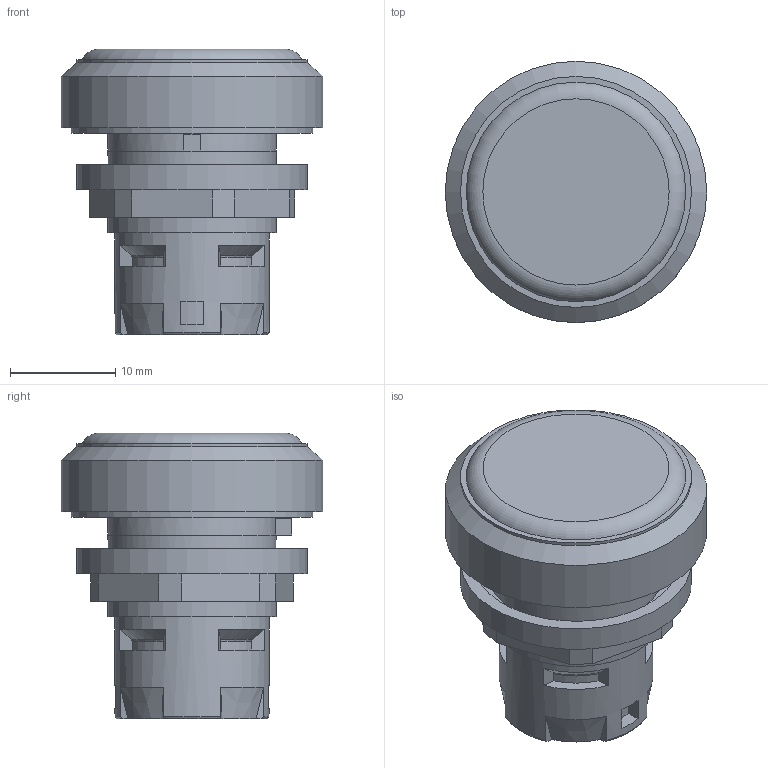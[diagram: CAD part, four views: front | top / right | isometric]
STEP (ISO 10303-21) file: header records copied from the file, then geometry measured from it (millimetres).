
FILE_DESCRIPTION(/* description */ (''),/* implementation_level */ '2;1');
FILE_NAME(/* name */ 'RKTM_ipt.stp',/* time_stamp */ '2019-09-04T15:32:28+02:00',/* author */ ('thagel'),/* organization */ (''),/* preprocessor_version */ 'ST-DEVELOPER v17.2',/* originating_system */ 'Autodesk Inventor 2019',/* authorisation */ '');
FILE_SCHEMA (('AUTOMOTIVE_DESIGN { 1 0 10303 214 3 1 1 }'));
Length unit declared in the file: millimetre
Products named in the file (1): RKTME
Bounding box: 24.9 x 24.9 x 27.2 mm (x, y, z)
Volume: 7421.7 mm3; surface area: 4415.3 mm2
Topology: 1 solids, 8 shells, 208 faces, 547 edges, 369 vertices
Faces by surface type: plane 131, cylinder 41, cone 24, torus 12
Full cylindrical faces by diameter (mm): 12.1 x3, 14.7 x1, 16 x2, 16.008 x1, 16.15 x1, 16.5 x1, 19.2 x1, 19.5 x1, 20.03 x1, 21.47 x1, 22 x2, 22.157 x1, 23 x1, 23.04 x1, 24.9 x1
Entity records: 6547 total; most frequent: CARTESIAN_POINT 1269, DIRECTION 1106, ORIENTED_EDGE 1094, EDGE_CURVE 547, AXIS2_PLACEMENT_3D 402, VERTEX_POINT 369, LINE 302, VECTOR 302
